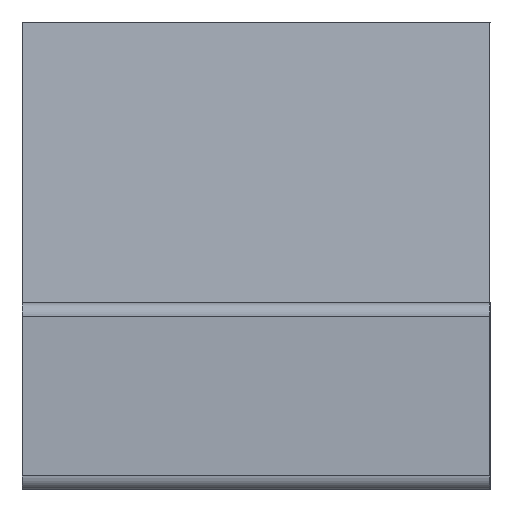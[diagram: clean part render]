
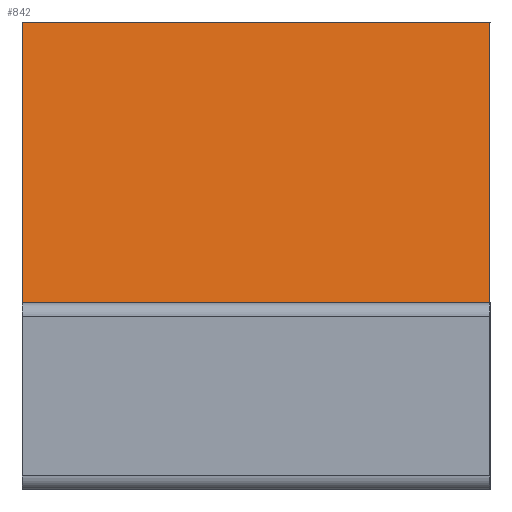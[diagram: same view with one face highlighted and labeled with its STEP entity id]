
A CAD part, left-side view. The second image highlights one B-rep face of the part: STEP entity #842.
In plain terms, the highlighted planar face has unit normal (-0.994, 0, 0.11).
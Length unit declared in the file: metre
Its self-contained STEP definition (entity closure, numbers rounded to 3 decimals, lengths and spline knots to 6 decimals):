
#44=PLANE('',#1161);
#46=LINE('',#1381,#143);
#132=LINE('',#1584,#229);
#133=LINE('',#1586,#230);
#137=LINE('',#1594,#234);
#140=LINE('',#1600,#237);
#142=LINE('',#1604,#239);
#143=VECTOR('',#1169,1.);
#229=VECTOR('',#1353,1.);
#230=VECTOR('',#1356,1.);
#234=VECTOR('',#1362,1.);
#237=VECTOR('',#1369,1.);
#239=VECTOR('',#1373,1.);
#440=ORIENTED_EDGE('',*,*,#573,.T.);
#441=ORIENTED_EDGE('',*,*,#467,.F.);
#442=ORIENTED_EDGE('',*,*,#568,.T.);
#443=ORIENTED_EDGE('',*,*,#578,.T.);
#444=ORIENTED_EDGE('',*,*,#576,.F.);
#445=ORIENTED_EDGE('',*,*,#569,.F.);
#467=EDGE_CURVE('',#580,#581,#46,.T.);
#568=EDGE_CURVE('',#580,#648,#132,.T.);
#569=EDGE_CURVE('',#649,#650,#133,.T.);
#573=EDGE_CURVE('',#649,#581,#137,.T.);
#576=EDGE_CURVE('',#650,#653,#140,.T.);
#578=EDGE_CURVE('',#648,#653,#142,.T.);
#580=VERTEX_POINT('',#1380);
#581=VERTEX_POINT('',#1382);
#648=VERTEX_POINT('',#1583);
#649=VERTEX_POINT('',#1587);
#650=VERTEX_POINT('',#1588);
#653=VERTEX_POINT('',#1601);
#710=EDGE_LOOP('',(#440,#441,#442,#443,#444,#445));
#752=FACE_BOUND('',#710,.T.);
#842=ADVANCED_FACE('',(#752),#44,.T.);
#1161=AXIS2_PLACEMENT_3D('',#1603,#1371,#1372);
#1169=DIRECTION('',(0.,1.,0.));
#1353=DIRECTION('',(0.,-1.,0.));
#1356=DIRECTION('',(0.11,0.,0.994));
#1362=DIRECTION('',(0.,-1.,0.));
#1369=DIRECTION('',(0.,-1.,0.));
#1371=DIRECTION('',(-0.994,0.,0.11));
#1372=DIRECTION('',(0.11,0.,0.994));
#1373=DIRECTION('',(0.11,0.,0.994));
#1380=CARTESIAN_POINT('',(-0.00035,-0.000188,0.000184));
#1381=CARTESIAN_POINT('',(-0.00035,-0.00025,0.000185));
#1382=CARTESIAN_POINT('',(-0.00035,0.000188,0.000184));
#1583=CARTESIAN_POINT('',(-0.00035,-0.00025,0.000185));
#1584=CARTESIAN_POINT('',(-0.00035,-0.00025,0.000185));
#1586=CARTESIAN_POINT('',(-0.00037,0.00025,0.000002));
#1587=CARTESIAN_POINT('',(-0.00035,0.00025,0.000185));
#1588=CARTESIAN_POINT('',(-0.000315,0.00025,0.0005));
#1594=CARTESIAN_POINT('',(-0.00035,-0.00025,0.000185));
#1600=CARTESIAN_POINT('',(-0.000315,0.00025,0.0005));
#1601=CARTESIAN_POINT('',(-0.000315,-0.00025,0.0005));
#1603=CARTESIAN_POINT('',(-0.00035,0.00025,0.000185));
#1604=CARTESIAN_POINT('',(-0.00037,-0.00025,0.000002));
